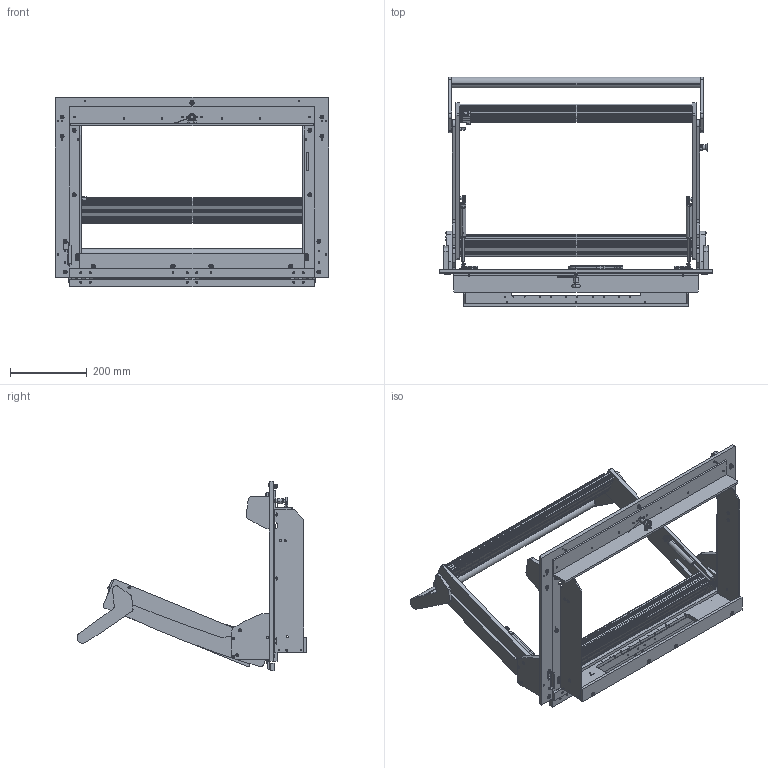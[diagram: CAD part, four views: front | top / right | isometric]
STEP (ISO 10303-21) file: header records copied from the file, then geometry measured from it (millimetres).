
FILE_DESCRIPTION (( 'STEP AP203' ), '1' );
FILE_NAME ('INGUN_43880_open.STEP', '2023-07-10T08:55:56', ( '' ), ( '' ), 'SwSTEP 2.0', 'SolidWorks 2021', '' );
FILE_SCHEMA (( 'CONFIG_CONTROL_DESIGN' ));
Length unit declared in the file: millimetre
Products named in the file (75): DIN6325~n_02,0m6x020; DIN6325~n_04,0m6x016; 43581~6_KUNDE<S>; K_02037~0; 37967~1; 37971~8_S; 32578~1_S; 43493~2_KUNDE<S>; 109979~0_KUNDE<S>; 111995~2_S; 34328~1_S; 53031~0_S; DIN125~n_06,4 M06,0 Fase; 114566~0_S; 57801~2_S; DIN125~n_05,3 M05,0 Fase; 32587~6_S; 37972~6_S; 109975~0_KUNDE<S>; DIN912~n_M04,0x016; 40333~2_S; DIN985-A2~n_M05,0; 35151~0_S; ASR~asr_拱04,2x07x拌8; 32724~1; 43579~2_KUNDE<S>; K_02037~0_Standard ohne Dyn Punkt<Standard>; ISO7380~n_M03,0x005; ISO7380~n_M04,0x020; 43495~0_S; 31253~0_S; 109128~0_S; 109974~0_KUNDE<S>; K_02038~0; INGUN_43880_open; 53828~0_KUNDE<S>; 30955~0_S; 109990~0_KUNDE<S>; DIN912~n_M04,0x012; 2281~0_180ø<Standard> ...
Assembly tree (160 placements, depth 5):
  INGUN_43880_open
    109985~1_offen<S>
      43766~4
      40324~2_S
      37971~8_S
      37972~6_S
      2281~0_180ø<Standard>  x3
        2281~0
      40333~2_S
      53031~0_S
      35649~1_S
      35651~1_S
      31253~0_S
      30955~0_S
      30915~0
      ASR~asr_拱04,2x07x拌8  x2
      2528~0  x2
      31109~0
      114566~0_S  x2
        112087~1_S
          111995~2_S
          112086~2_S
          DIN125~n_05,3 M05,0 Fase
        49317~0
        DIN912~n_M04,0x016
        DIN125~n_04,3 M04,0
        DIN125~n_06,4 M06,0 Fase
      40325~1_S
      40326~1_S
      40332~0_S
      DIN7991~n_M05,0x025  x6
      DIN7991~n_M05,0x016  x14
      DIN7991~n_M05,0x020  x8
      DIN125~n_05,3 M05,0 Fase  x4
      DIN985-A2~n_M05,0  x4
      DIN6325~n_04,0m6x024
      DIN6325~n_04,0m6x016  x3
      DIN7991~n_M03,0x016 VA  x2
      DIN912~n_M04,0x012
      DIN6325~n_02,0m6x020
    109974~0_KUNDE<S>
      53831~2_KUNDE<S>
      43579~2_KUNDE<S>
    109975~0_KUNDE<S>
      53831~2_KUNDE<S>
      43579~2_KUNDE<S>
    109990~0_KUNDE<S>
      37756~4_KUNDE<S>
      37758~3_KUNDE<S>
      34328~1_S  x2
      40328~0_S
      40329~0_S
      32587~6_S
      35097~0
      40327~1
      35151~0_S
      32724~1
      3521~0_Spring Pin ISO 8752 - 3 x 16 - St  x5
      32578~1_S  x2
      ISO7380~n_M03,0x005  x2
Bounding box: 716 x 600.89 x 496 mm (x, y, z)
Volume: 5195928.6 mm3; surface area: 2224557.6 mm2
Topology: 163 solids, 163 shells, 3911 faces, 9856 edges, 6290 vertices
Faces by surface type: cylinder 1670, plane 1498, cone 563, torus 65, bspline 63, sphere 52
Entity records: 82814 total; most frequent: CARTESIAN_POINT 13528, DIRECTION 13196, ORIENTED_EDGE 11772, EDGE_CURVE 5886, AXIS2_PLACEMENT_3D 5004, VERTEX_POINT 3807, VECTOR 3188, LINE 3188
